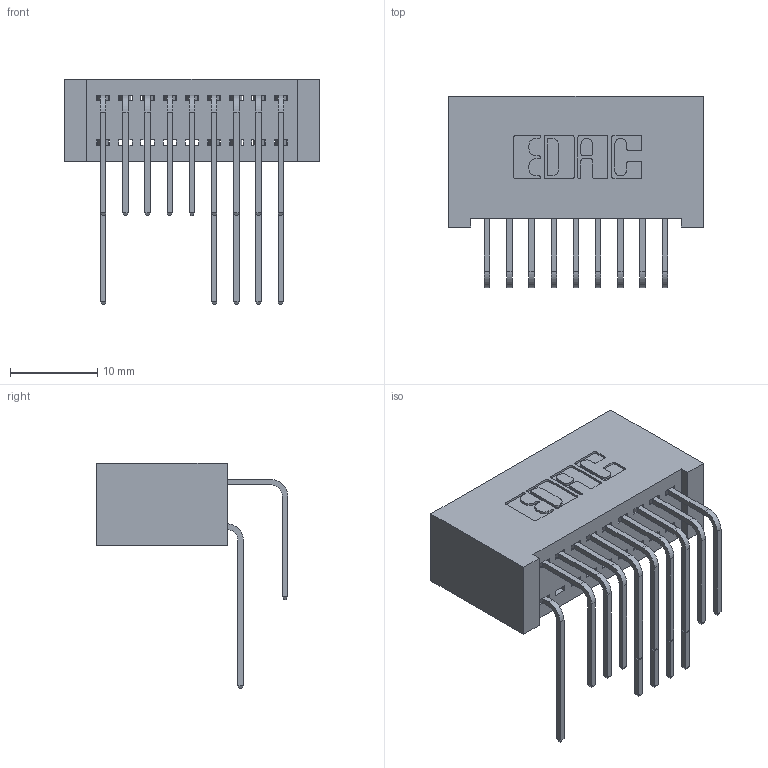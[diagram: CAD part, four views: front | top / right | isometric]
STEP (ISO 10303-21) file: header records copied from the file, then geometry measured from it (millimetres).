
FILE_DESCRIPTION (( 'STEP AP203' ), '1' );
FILE_NAME ('392-018-558-201.STEP', '2018-08-15T04:48:17', ( '' ), ( '' ), 'SwSTEP 2.0', 'SolidWorks 2016', '' );
FILE_SCHEMA (( 'CONFIG_CONTROL_DESIGN' ));
Length unit declared in the file: inch
Products named in the file (4): 345-292-001_558 559 Tail - 1; 345-292-001_558 Tail - 2; 392-018-558-201; 342 Part_Lugless
Assembly tree (15 placements, depth 2):
  392-018-558-201
    342 Part_Lugless
    345-292-001_558 559 Tail - 1  x5
    345-292-001_558 Tail - 2  x9
Bounding box: 29.11 x 21.91 x 25.78 mm (x, y, z)
Volume: 2943.5 mm3; surface area: 4590.7 mm2
Topology: 15 solids, 15 shells, 882 faces, 2613 edges, 1722 vertices
Faces by surface type: plane 618, cylinder 264
Entity records: 11305 total; most frequent: CARTESIAN_POINT 1977, ORIENTED_EDGE 1866, DIRECTION 1717, EDGE_CURVE 933, LINE 773, VECTOR 773, VERTEX_POINT 618, AXIS2_PLACEMENT_3D 472
